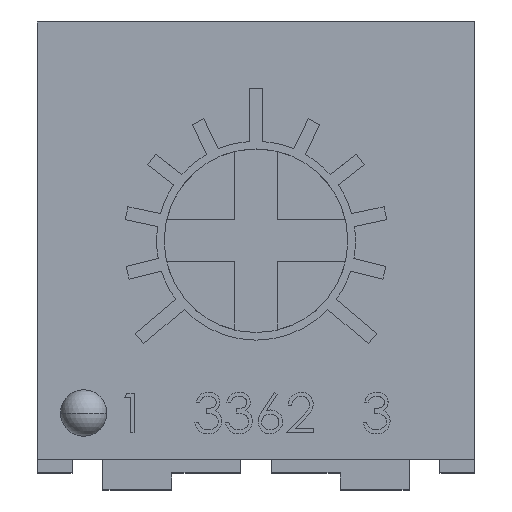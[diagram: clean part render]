
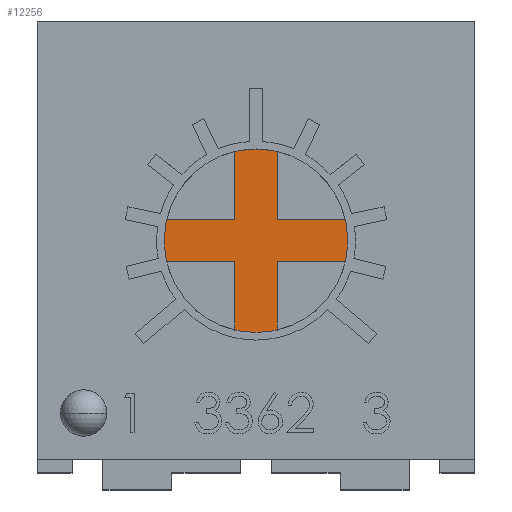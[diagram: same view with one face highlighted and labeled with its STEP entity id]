
A CAD part, top view. The second image highlights one B-rep face of the part: STEP entity #12256.
In plain terms, the highlighted planar face has unit normal (0, 0, 1).
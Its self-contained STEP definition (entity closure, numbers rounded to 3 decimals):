
#2073 = VERTEX_POINT('',#2074);
#2074 = CARTESIAN_POINT('',(1.385,0.,3.8));
#2083 = CYLINDRICAL_SURFACE('',#2084,1.385);
#2084 = AXIS2_PLACEMENT_3D('',#2085,#2086,#2087);
#2085 = CARTESIAN_POINT('',(0.,0.,3.8));
#2086 = DIRECTION('',(-0.,-0.,1.));
#2087 = DIRECTION('',(1.,0.,0.));
#2095 = CYLINDRICAL_SURFACE('',#2096,1.385);
#2096 = AXIS2_PLACEMENT_3D('',#2097,#2098,#2099);
#2097 = CARTESIAN_POINT('',(0.,0.,3.8));
#2098 = DIRECTION('',(-0.,-0.,1.));
#2099 = DIRECTION('',(1.,0.,0.));
#2137 = VERTEX_POINT('',#2138);
#2138 = CARTESIAN_POINT('',(-1.385,0.,3.8));
#2159 = EDGE_CURVE('',#2137,#2073,#2160,.T.);
#2160 = SURFACE_CURVE('',#2161,(#2166,#2173),.PCURVE_S1.);
#2161 = CIRCLE('',#2162,1.385);
#2162 = AXIS2_PLACEMENT_3D('',#2163,#2164,#2165);
#2163 = CARTESIAN_POINT('',(0.,0.,3.8));
#2164 = DIRECTION('',(0.,0.,1.));
#2165 = DIRECTION('',(1.,0.,-0.));
#2166 = PCURVE('',#2083,#2167);
#2167 = DEFINITIONAL_REPRESENTATION('',(#2168),#2172);
#2168 = LINE('',#2169,#2170);
#2169 = CARTESIAN_POINT('',(0.,0.));
#2170 = VECTOR('',#2171,1.);
#2171 = DIRECTION('',(1.,0.));
#2172 = ( GEOMETRIC_REPRESENTATION_CONTEXT(2) 
PARAMETRIC_REPRESENTATION_CONTEXT() REPRESENTATION_CONTEXT('2D SPACE',''
  ) );
#2173 = PCURVE('',#2174,#2179);
#2174 = PLANE('',#2175);
#2175 = AXIS2_PLACEMENT_3D('',#2176,#2177,#2178);
#2176 = CARTESIAN_POINT('',(0.,0.,3.8));
#2177 = DIRECTION('',(0.,0.,1.));
#2178 = DIRECTION('',(1.,0.,-0.));
#2179 = DEFINITIONAL_REPRESENTATION('',(#2180),#2184);
#2180 = CIRCLE('',#2181,1.385);
#2181 = AXIS2_PLACEMENT_2D('',#2182,#2183);
#2182 = CARTESIAN_POINT('',(0.,0.));
#2183 = DIRECTION('',(1.,0.));
#2184 = ( GEOMETRIC_REPRESENTATION_CONTEXT(2) 
PARAMETRIC_REPRESENTATION_CONTEXT() REPRESENTATION_CONTEXT('2D SPACE',''
  ) );
#12256 = ADVANCED_FACE('',(#12257),#2174,.T.);
#12257 = FACE_BOUND('',#12258,.T.);
#12258 = EDGE_LOOP('',(#12259,#12281));
#12259 = ORIENTED_EDGE('',*,*,#12260,.T.);
#12260 = EDGE_CURVE('',#2073,#2137,#12261,.T.);
#12261 = SURFACE_CURVE('',#12262,(#12267,#12274),.PCURVE_S1.);
#12262 = CIRCLE('',#12263,1.385);
#12263 = AXIS2_PLACEMENT_3D('',#12264,#12265,#12266);
#12264 = CARTESIAN_POINT('',(0.,0.,3.8));
#12265 = DIRECTION('',(0.,0.,1.));
#12266 = DIRECTION('',(1.,0.,-0.));
#12267 = PCURVE('',#2174,#12268);
#12268 = DEFINITIONAL_REPRESENTATION('',(#12269),#12273);
#12269 = CIRCLE('',#12270,1.385);
#12270 = AXIS2_PLACEMENT_2D('',#12271,#12272);
#12271 = CARTESIAN_POINT('',(0.,0.));
#12272 = DIRECTION('',(1.,0.));
#12273 = ( GEOMETRIC_REPRESENTATION_CONTEXT(2) 
PARAMETRIC_REPRESENTATION_CONTEXT() REPRESENTATION_CONTEXT('2D SPACE',''
  ) );
#12274 = PCURVE('',#2095,#12275);
#12275 = DEFINITIONAL_REPRESENTATION('',(#12276),#12280);
#12276 = LINE('',#12277,#12278);
#12277 = CARTESIAN_POINT('',(0.,0.));
#12278 = VECTOR('',#12279,1.);
#12279 = DIRECTION('',(1.,0.));
#12280 = ( GEOMETRIC_REPRESENTATION_CONTEXT(2) 
PARAMETRIC_REPRESENTATION_CONTEXT() REPRESENTATION_CONTEXT('2D SPACE',''
  ) );
#12281 = ORIENTED_EDGE('',*,*,#2159,.T.);
